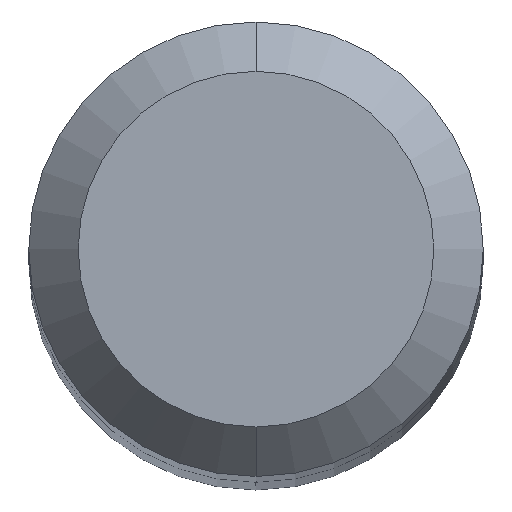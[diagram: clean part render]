
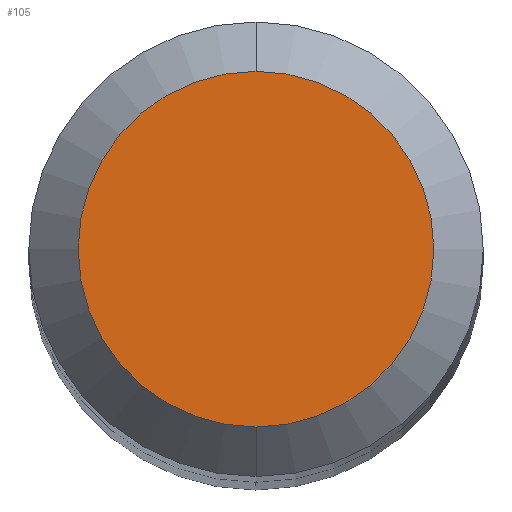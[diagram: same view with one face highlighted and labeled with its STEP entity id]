
A CAD part, top view. The second image highlights one B-rep face of the part: STEP entity #105.
In plain terms, the highlighted planar face has unit normal (0, 0, 1).
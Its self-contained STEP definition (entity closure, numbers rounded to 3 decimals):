
#10 = PLANE ( 'NONE',  #192 ) ;
#17 = ORIENTED_EDGE ( 'NONE', *, *, #31, .F. ) ;
#31 = EDGE_CURVE ( 'NONE', #251, #295, #162, .T. ) ;
#40 = AXIS2_PLACEMENT_3D ( 'NONE', #171, #256, #73 ) ;
#48 = ORIENTED_EDGE ( 'NONE', *, *, #280, .F. ) ;
#54 = DIRECTION ( 'NONE',  ( 0., 1., 0. ) ) ;
#60 = DIRECTION ( 'NONE',  ( 0., 0., -1. ) ) ;
#73 = DIRECTION ( 'NONE',  ( 0., 1., 0. ) ) ;
#105 = ADVANCED_FACE ( 'NONE', ( #230 ), #10, .F. ) ;
#136 = CARTESIAN_POINT ( 'NONE',  ( 0., 1.8, 80. ) ) ;
#138 = CARTESIAN_POINT ( 'NONE',  ( 0., 0., 80. ) ) ;
#162 = CIRCLE ( 'NONE', #201, 1.8 ) ;
#171 = CARTESIAN_POINT ( 'NONE',  ( 0., 0., 80. ) ) ;
#173 = CARTESIAN_POINT ( 'NONE',  ( 0., 0., 80. ) ) ;
#176 = CIRCLE ( 'NONE', #40, 1.8 ) ;
#181 = DIRECTION ( 'NONE',  ( 0., 0., -1. ) ) ;
#192 = AXIS2_PLACEMENT_3D ( 'NONE', #138, #181, #318 ) ;
#201 = AXIS2_PLACEMENT_3D ( 'NONE', #173, #60, #54 ) ;
#230 = FACE_OUTER_BOUND ( 'NONE', #283, .T. ) ;
#251 = VERTEX_POINT ( 'NONE', #273 ) ;
#256 = DIRECTION ( 'NONE',  ( 0., 0., -1. ) ) ;
#273 = CARTESIAN_POINT ( 'NONE',  ( 0., -1.8, 80. ) ) ;
#280 = EDGE_CURVE ( 'NONE', #295, #251, #176, .T. ) ;
#283 = EDGE_LOOP ( 'NONE', ( #48, #17 ) ) ;
#295 = VERTEX_POINT ( 'NONE', #136 ) ;
#318 = DIRECTION ( 'NONE',  ( 0., 1., 0. ) ) ;
